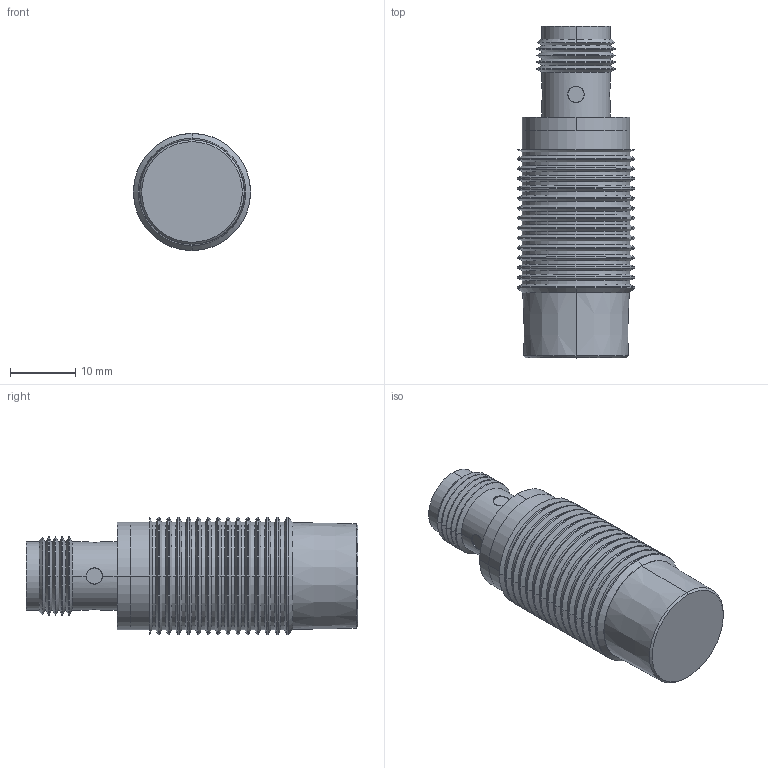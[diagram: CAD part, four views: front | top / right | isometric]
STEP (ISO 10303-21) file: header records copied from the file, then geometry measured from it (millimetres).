
FILE_DESCRIPTION(('STEP AP214'),'1');
FILE_NAME('cctmp_EE19CBBB-0B07-428C-97B9-76A9AFCC1C8E_2022_07_28_08_21_39_0436..stp','2022-07-28T06:21:39',('Pepperl+Fuchs GmbH'),('CADClick - www.CADClick.com'),'Spatial InterOp 3D',' ','unknown authorization');
FILE_SCHEMA(('AUTOMOTIVE_DESIGN'));
Length unit declared in the file: millimetre
Products named in the file (6): cc_unnamed; NBN12-18GM35-E2-V1_4; NBN12-18GM35-E2-V1_3; NBN12-18GM35-E2-V1_2; NBN12-18GM35-E2-V1_1; NBN12-18GM35-E2-V1
Assembly tree (5 placements, depth 2):
  cc_unnamed
    NBN12-18GM35-E2-V1_4
    NBN12-18GM35-E2-V1_3
    NBN12-18GM35-E2-V1_2
    NBN12-18GM35-E2-V1_1
    NBN12-18GM35-E2-V1
Bounding box: 18 x 51 x 18 mm (x, y, z)
Volume: 8279.6 mm3; surface area: 8228.3 mm2
Topology: 8 solids, 8 shells, 259 faces, 564 edges, 324 vertices
Faces by surface type: cylinder 119, cone 96, plane 38, sphere 6
Entity records: 9461 total; most frequent: CARTESIAN_POINT 1421, DIRECTION 1360, ORIENTED_EDGE 1104, AXIS2_PLACEMENT_3D 567, EDGE_CURVE 552, VERTEX_POINT 324, CIRCLE 302, EDGE_LOOP 284
